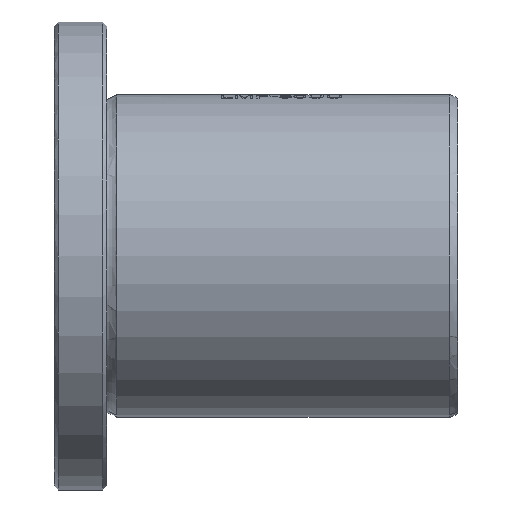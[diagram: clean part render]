
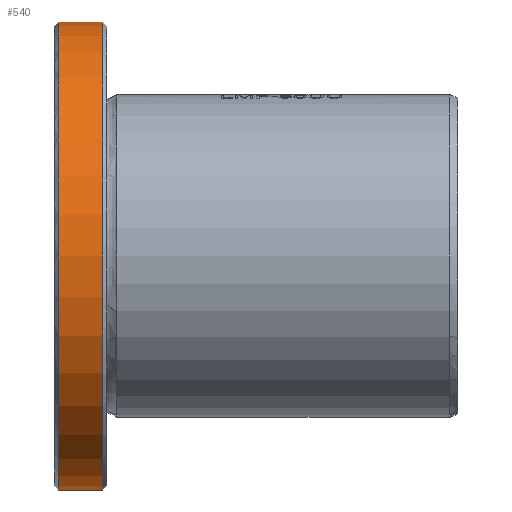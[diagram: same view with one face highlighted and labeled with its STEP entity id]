
A CAD part, front view. The second image highlights one B-rep face of the part: STEP entity #540.
In plain terms, the highlighted cylindrical face has radius 58 mm (diameter 116 mm), a full revolution.
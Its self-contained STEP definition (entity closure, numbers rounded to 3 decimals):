
#490=CYLINDRICAL_SURFACE('',#6120,58.);
#540=ADVANCED_FACE('',(#1599,#1600),#490,.T.);
#1087=CIRCLE('',#6110,58.);
#1088=CIRCLE('',#6111,58.);
#1089=CIRCLE('',#6118,58.);
#1090=CIRCLE('',#6119,58.);
#1599=FACE_BOUND('',#1707,.T.);
#1600=FACE_BOUND('',#1708,.T.);
#1707=EDGE_LOOP('',(#2340,#2341));
#1708=EDGE_LOOP('',(#2342,#2343));
#2340=ORIENTED_EDGE('',*,*,#4550,.T.);
#2341=ORIENTED_EDGE('',*,*,#4551,.T.);
#2342=ORIENTED_EDGE('',*,*,#4562,.F.);
#2343=ORIENTED_EDGE('',*,*,#4563,.F.);
#3974=VERTEX_POINT('',#9130);
#3975=VERTEX_POINT('',#9131);
#3986=VERTEX_POINT('',#9266);
#3987=VERTEX_POINT('',#9267);
#4550=EDGE_CURVE('',#3974,#3975,#1087,.T.);
#4551=EDGE_CURVE('',#3975,#3974,#1088,.T.);
#4562=EDGE_CURVE('',#3986,#3987,#1089,.T.);
#4563=EDGE_CURVE('',#3987,#3986,#1090,.T.);
#6110=AXIS2_PLACEMENT_3D('',#9129,#6601,#6602);
#6111=AXIS2_PLACEMENT_3D('',#9132,#6603,#6604);
#6118=AXIS2_PLACEMENT_3D('',#9265,#6617,#6618);
#6119=AXIS2_PLACEMENT_3D('',#9268,#6619,#6620);
#6120=AXIS2_PLACEMENT_3D('',#9269,#6621,#6622);
#6601=DIRECTION('',(1.,0.,0.));
#6602=DIRECTION('',(0.,0.,-1.));
#6603=DIRECTION('',(1.,0.,0.));
#6604=DIRECTION('',(0.,0.,-1.));
#6617=DIRECTION('',(1.,0.,0.));
#6618=DIRECTION('',(0.,0.,1.));
#6619=DIRECTION('',(1.,0.,0.));
#6620=DIRECTION('',(0.,0.,1.));
#6621=DIRECTION('',(1.,0.,0.));
#6622=DIRECTION('',(0.,0.,-1.));
#9129=CARTESIAN_POINT('',(1.,0.,0.));
#9130=CARTESIAN_POINT('',(1.,0.,-58.));
#9131=CARTESIAN_POINT('',(1.,0.,58.));
#9132=CARTESIAN_POINT('',(1.,0.,0.));
#9265=CARTESIAN_POINT('',(12.,0.,0.));
#9266=CARTESIAN_POINT('',(12.,0.,58.));
#9267=CARTESIAN_POINT('',(12.,0.,-58.));
#9268=CARTESIAN_POINT('',(12.,0.,0.));
#9269=CARTESIAN_POINT('',(1.,0.,0.));
